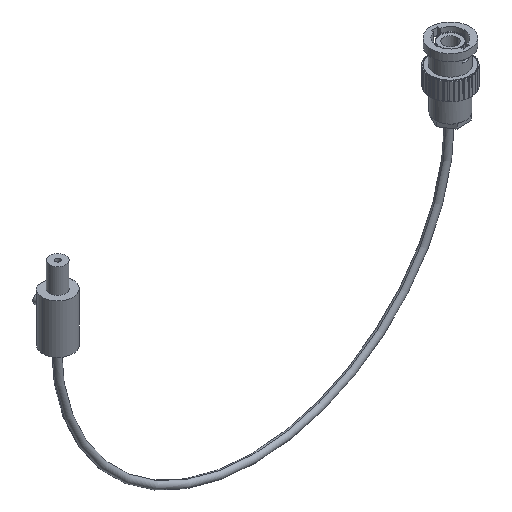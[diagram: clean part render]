
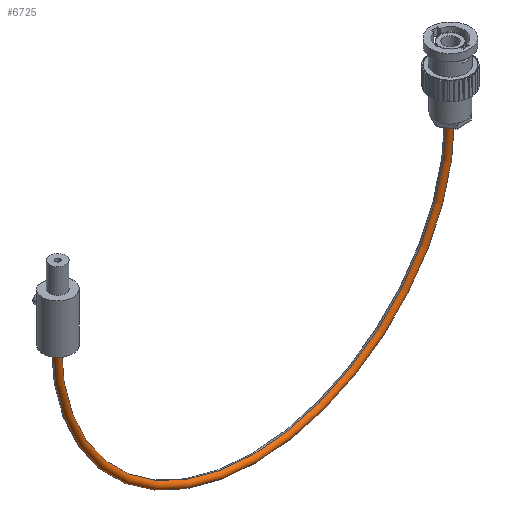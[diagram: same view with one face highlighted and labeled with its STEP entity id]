
A CAD part, isometric view. The second image highlights one B-rep face of the part: STEP entity #6725.
In plain terms, the highlighted toroidal (fillet/blend) face has major radius 70.823 mm and minor radius 1.27 mm.
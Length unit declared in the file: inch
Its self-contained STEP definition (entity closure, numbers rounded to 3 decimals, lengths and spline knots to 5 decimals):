
#21 = EDGE_LOOP ( 'NONE', ( #6124, #6125, #6126, #6127 ) ) ;
#3258 = FACE_OUTER_BOUND ( 'NONE', #21, .T. ) ;
#3262 = TOROIDAL_SURFACE ( 'NONE', #6920, 2.78829, 0.05 ) ;
#4928 = VERTEX_POINT ( 'NONE', #10423 ) ;
#4939 = VERTEX_POINT ( 'NONE', #10434 ) ;
#4941 = VERTEX_POINT ( 'NONE', #10436 ) ;
#4943 = VERTEX_POINT ( 'NONE', #10438 ) ;
#5444 = CARTESIAN_POINT ( 'NONE',  ( -2.79815, 0., -0.9779 ) ) ;
#5445 = DIRECTION ( 'NONE',  ( 0., 1., 0. ) ) ;
#5446 = DIRECTION ( 'NONE',  ( 0., 0., 1. ) ) ;
#5454 = CARTESIAN_POINT ( 'NONE',  ( -2.79815, 0., -0.9779 ) ) ;
#5455 = DIRECTION ( 'NONE',  ( 0., 1., 0. ) ) ;
#5456 = DIRECTION ( 'NONE',  ( 0., 0., 1. ) ) ;
#5512 = CARTESIAN_POINT ( 'NONE',  ( -0.00986, 0., -0.9779 ) ) ;
#5513 = DIRECTION ( 'NONE',  ( 0., 0., -1. ) ) ;
#5514 = DIRECTION ( 'NONE',  ( -1., 0., 0. ) ) ;
#5515 = CARTESIAN_POINT ( 'NONE',  ( -5.58644, 0., -0.9779 ) ) ;
#5516 = DIRECTION ( 'NONE',  ( 0., 0., 1. ) ) ;
#5517 = DIRECTION ( 'NONE',  ( 1., 0., 0. ) ) ;
#6124 = ORIENTED_EDGE ( 'NONE', *, *, #8271, .F. ) ;
#6125 = ORIENTED_EDGE ( 'NONE', *, *, #8298, .T. ) ;
#6126 = ORIENTED_EDGE ( 'NONE', *, *, #8274, .T. ) ;
#6127 = ORIENTED_EDGE ( 'NONE', *, *, #8299, .F. ) ;
#6725 = ADVANCED_FACE ( 'NONE', ( #3258 ), #3262, .T. ) ;
#6920 = AXIS2_PLACEMENT_3D ( 'NONE', #7782, #7779, #7784 ) ;
#6996 = AXIS2_PLACEMENT_3D ( 'NONE', #5444, #5445, #5446 ) ;
#6999 = AXIS2_PLACEMENT_3D ( 'NONE', #5454, #5455, #5456 ) ;
#7011 = AXIS2_PLACEMENT_3D ( 'NONE', #5512, #5513, #5514 ) ;
#7012 = AXIS2_PLACEMENT_3D ( 'NONE', #5515, #5516, #5517 ) ;
#7779 = DIRECTION ( 'NONE',  ( 0., 1., 0. ) ) ;
#7782 = CARTESIAN_POINT ( 'NONE',  ( -2.79815, 0., -0.9779 ) ) ;
#7784 = DIRECTION ( 'NONE',  ( 0., 0., 1. ) ) ;
#8271 = EDGE_CURVE ( 'NONE', #4941, #4939, #8526, .T. ) ;
#8274 = EDGE_CURVE ( 'NONE', #4943, #4928, #8527, .T. ) ;
#8298 = EDGE_CURVE ( 'NONE', #4941, #4943, #8565, .T. ) ;
#8299 = EDGE_CURVE ( 'NONE', #4939, #4928, #8566, .T. ) ;
#8526 = CIRCLE ( 'NONE', #6996, 2.83829 ) ;
#8527 = CIRCLE ( 'NONE', #6999, 2.73829 ) ;
#8565 = CIRCLE ( 'NONE', #7011, 0.05 ) ;
#8566 = CIRCLE ( 'NONE', #7012, 0.05 ) ;
#10423 = CARTESIAN_POINT ( 'NONE',  ( -5.53644, 0., -0.9779 ) ) ;
#10434 = CARTESIAN_POINT ( 'NONE',  ( -5.63644, 0., -0.9779 ) ) ;
#10436 = CARTESIAN_POINT ( 'NONE',  ( 0.04014, 0., -0.9779 ) ) ;
#10438 = CARTESIAN_POINT ( 'NONE',  ( -0.05986, 0., -0.9779 ) ) ;
